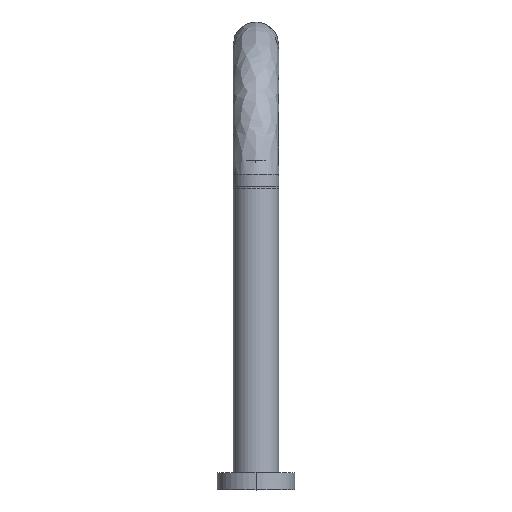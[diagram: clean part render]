
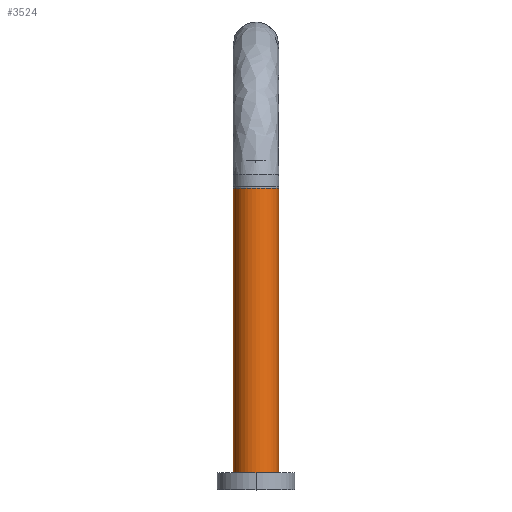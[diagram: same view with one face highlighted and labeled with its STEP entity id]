
A CAD part, top view. The second image highlights one B-rep face of the part: STEP entity #3524.
In plain terms, the highlighted cylindrical face has radius 15.9 mm (diameter 31.8 mm), a partial arc.
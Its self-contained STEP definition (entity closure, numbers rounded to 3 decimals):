
#474 = LINE ( 'NONE', #24630, #3666 ) ;
#1983 = CARTESIAN_POINT ( 'NONE',  ( -15.9, 210.46, -0.004 ) ) ;
#2659 = AXIS2_PLACEMENT_3D ( 'NONE', #6166, #22567, #20041 ) ;
#2745 = DIRECTION ( 'NONE',  ( 0., 1., 0. ) ) ;
#3463 = FACE_OUTER_BOUND ( 'NONE', #33799, .T. ) ;
#3524 = ADVANCED_FACE ( 'NONE', ( #3463 ), #11583, .T. ) ;
#3666 = VECTOR ( 'NONE', #19577, 1000. ) ;
#4165 = DIRECTION ( 'NONE',  ( 0., -1., 0. ) ) ;
#4435 = DIRECTION ( 'NONE',  ( 0., 1., 0. ) ) ;
#5272 = DIRECTION ( 'NONE',  ( 0., 0., -1. ) ) ;
#6166 = CARTESIAN_POINT ( 'NONE',  ( 0., 210.46, 0. ) ) ;
#6761 = AXIS2_PLACEMENT_3D ( 'NONE', #23532, #2745, #5272 ) ;
#7902 = ORIENTED_EDGE ( 'NONE', *, *, #19609, .F. ) ;
#8265 = VERTEX_POINT ( 'NONE', #32383 ) ;
#9980 = VERTEX_POINT ( 'NONE', #29773 ) ;
#10363 = VERTEX_POINT ( 'NONE', #1983 ) ;
#11583 = CYLINDRICAL_SURFACE ( 'NONE', #2659, 15.9 ) ;
#13004 = LINE ( 'NONE', #26508, #22781 ) ;
#15433 = DIRECTION ( 'NONE',  ( 1., 0., 0. ) ) ;
#15533 = ORIENTED_EDGE ( 'NONE', *, *, #17383, .T. ) ;
#16980 = AXIS2_PLACEMENT_3D ( 'NONE', #29096, #4435, #15433 ) ;
#17051 = ORIENTED_EDGE ( 'NONE', *, *, #24870, .F. ) ;
#17383 = EDGE_CURVE ( 'NONE', #8265, #23629, #18276, .T. ) ;
#18276 = CIRCLE ( 'NONE', #6761, 15.9 ) ;
#19577 = DIRECTION ( 'NONE',  ( 0., -1., 0. ) ) ;
#19609 = EDGE_CURVE ( 'NONE', #9980, #23629, #474, .T. ) ;
#20041 = DIRECTION ( 'NONE',  ( -1., 0., 0. ) ) ;
#22567 = DIRECTION ( 'NONE',  ( 0., -1., 0. ) ) ;
#22781 = VECTOR ( 'NONE', #4165, 1000. ) ;
#23532 = CARTESIAN_POINT ( 'NONE',  ( 0., 10.65, 0. ) ) ;
#23629 = VERTEX_POINT ( 'NONE', #27256 ) ;
#24630 = CARTESIAN_POINT ( 'NONE',  ( 15.9, 210.46, 0.004 ) ) ;
#24870 = EDGE_CURVE ( 'NONE', #10363, #9980, #27885, .T. ) ;
#25501 = ORIENTED_EDGE ( 'NONE', *, *, #26751, .T. ) ;
#26508 = CARTESIAN_POINT ( 'NONE',  ( -15.9, 210.46, -0.004 ) ) ;
#26751 = EDGE_CURVE ( 'NONE', #10363, #8265, #13004, .T. ) ;
#27256 = CARTESIAN_POINT ( 'NONE',  ( 15.9, 10.65, 0.004 ) ) ;
#27885 = CIRCLE ( 'NONE', #16980, 15.9 ) ;
#29096 = CARTESIAN_POINT ( 'NONE',  ( 0., 210.46, 0. ) ) ;
#29773 = CARTESIAN_POINT ( 'NONE',  ( 15.9, 210.46, 0.004 ) ) ;
#32383 = CARTESIAN_POINT ( 'NONE',  ( -15.9, 10.65, -0.004 ) ) ;
#33799 = EDGE_LOOP ( 'NONE', ( #7902, #17051, #25501, #15533 ) ) ;
